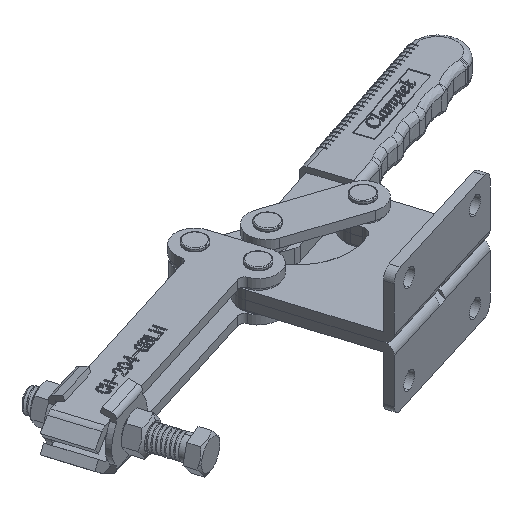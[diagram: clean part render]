
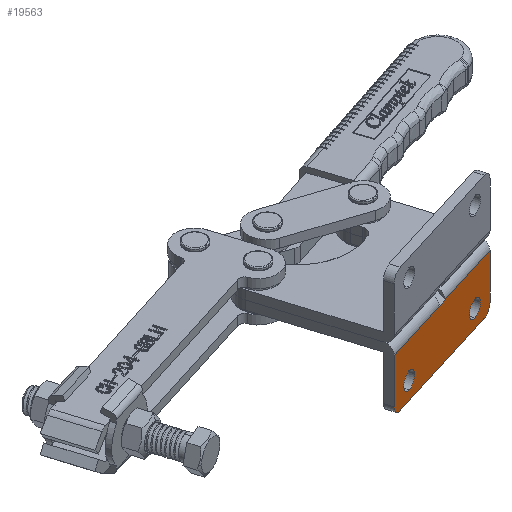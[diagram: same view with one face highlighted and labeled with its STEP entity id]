
A CAD part, isometric view. The second image highlights one B-rep face of the part: STEP entity #19563.
In plain terms, the highlighted face is planar.
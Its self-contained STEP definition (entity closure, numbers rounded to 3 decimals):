
#19275 = EDGE_CURVE ( 'NONE', #19408, #19387, #56305, .T. ) ;
#19277 = VERTEX_POINT ( 'NONE', #56282 ) ;
#19279 = VERTEX_POINT ( 'NONE', #56294 ) ;
#19302 = EDGE_CURVE ( 'NONE', #19389, #19391, #56337, .T. ) ;
#19307 = EDGE_CURVE ( 'NONE', #19279, #19277, #56368, .T. ) ;
#19320 = EDGE_CURVE ( 'NONE', #19387, #19408, #56406, .T. ) ;
#19366 = VERTEX_POINT ( 'NONE', #56663 ) ;
#19387 = VERTEX_POINT ( 'NONE', #56697 ) ;
#19389 = VERTEX_POINT ( 'NONE', #56756 ) ;
#19391 = VERTEX_POINT ( 'NONE', #56749 ) ;
#19408 = VERTEX_POINT ( 'NONE', #56765 ) ;
#19431 = EDGE_CURVE ( 'NONE', #19391, #19389, #56846, .T. ) ;
#19454 = EDGE_CURVE ( 'NONE', #19485, #19513, #56873, .T. ) ;
#19455 = EDGE_CURVE ( 'NONE', #19515, #19366, #56860, .T. ) ;
#19473 = VERTEX_POINT ( 'NONE', #56855 ) ;
#19482 = EDGE_CURVE ( 'NONE', #19366, #19279, #56888, .T. ) ;
#19485 = VERTEX_POINT ( 'NONE', #56942 ) ;
#19491 = ORIENTED_EDGE ( 'NONE', *, *, #19431, .T. ) ;
#19492 = ORIENTED_EDGE ( 'NONE', *, *, #19565, .T. ) ;
#19494 = EDGE_CURVE ( 'NONE', #19485, #19473, #56936, .T. ) ;
#19497 = ORIENTED_EDGE ( 'NONE', *, *, #19320, .T. ) ;
#19506 = ORIENTED_EDGE ( 'NONE', *, *, #19519, .T. ) ;
#19507 = VERTEX_POINT ( 'NONE', #56917 ) ;
#19509 = ORIENTED_EDGE ( 'NONE', *, *, #19494, .T. ) ;
#19512 = ORIENTED_EDGE ( 'NONE', *, *, #19275, .T. ) ;
#19513 = VERTEX_POINT ( 'NONE', #56911 ) ;
#19515 = VERTEX_POINT ( 'NONE', #56915 ) ;
#19519 = EDGE_CURVE ( 'NONE', #19507, #19513, #56948, .T. ) ;
#19520 = ORIENTED_EDGE ( 'NONE', *, *, #19454, .F. ) ;
#19521 = ORIENTED_EDGE ( 'NONE', *, *, #19307, .T. ) ;
#19527 = EDGE_LOOP ( 'NONE', ( #19509, #19529, #19564, #19544, #19521, #19492, #19506, #19520 ) ) ;
#19529 = ORIENTED_EDGE ( 'NONE', *, *, #19562, .F. ) ;
#19530 = ORIENTED_EDGE ( 'NONE', *, *, #19302, .T. ) ;
#19544 = ORIENTED_EDGE ( 'NONE', *, *, #19482, .T. ) ;
#19546 = EDGE_LOOP ( 'NONE', ( #19512, #19497 ) ) ;
#19554 = EDGE_LOOP ( 'NONE', ( #19491, #19530 ) ) ;
#19562 = EDGE_CURVE ( 'NONE', #19515, #19473, #57127, .T. ) ;
#19563 = ADVANCED_FACE ( 'NONE', ( #57133, #57132, #57130 ), #57122, .T. ) ;
#19564 = ORIENTED_EDGE ( 'NONE', *, *, #19455, .T. ) ;
#19565 = EDGE_CURVE ( 'NONE', #19277, #19507, #57117, .T. ) ;
#56282 = CARTESIAN_POINT ( 'NONE',  ( 78., 0., -35.5 ) ) ;
#56290 = DIRECTION ( 'NONE',  ( 0., 0., 1. ) ) ;
#56291 = DIRECTION ( 'NONE',  ( 0., 1., 0. ) ) ;
#56292 = CARTESIAN_POINT ( 'NONE',  ( 70., 0., -25.5 ) ) ;
#56294 = CARTESIAN_POINT ( 'NONE',  ( 5., 0., -35.5 ) ) ;
#56304 = AXIS2_PLACEMENT_3D ( 'NONE', #56292, #56291, #56290 ) ;
#56305 = CIRCLE ( 'NONE', #56304, 4.75 ) ;
#56324 = AXIS2_PLACEMENT_3D ( 'NONE', #56375, #56365, #56364 ) ;
#56337 = CIRCLE ( 'NONE', #56324, 4.75 ) ;
#56360 = DIRECTION ( 'NONE',  ( 1., 0., 0. ) ) ;
#56361 = VECTOR ( 'NONE', #56360, 1000. ) ;
#56362 = CARTESIAN_POINT ( 'NONE',  ( 78., 0., -35.5 ) ) ;
#56364 = DIRECTION ( 'NONE',  ( 0., 0., 1. ) ) ;
#56365 = DIRECTION ( 'NONE',  ( 0., 1., 0. ) ) ;
#56368 = LINE ( 'NONE', #56362, #56361 ) ;
#56375 = CARTESIAN_POINT ( 'NONE',  ( 13., 0., -25.5 ) ) ;
#56406 = CIRCLE ( 'NONE', #56409, 4.75 ) ;
#56409 = AXIS2_PLACEMENT_3D ( 'NONE', #56428, #56427, #56426 ) ;
#56426 = DIRECTION ( 'NONE',  ( 0., 0., 1. ) ) ;
#56427 = DIRECTION ( 'NONE',  ( 0., 1., 0. ) ) ;
#56428 = CARTESIAN_POINT ( 'NONE',  ( 70., 0., -25.5 ) ) ;
#56663 = CARTESIAN_POINT ( 'NONE',  ( 0., 0., -30.5 ) ) ;
#56697 = CARTESIAN_POINT ( 'NONE',  ( 70., 0., -30.25 ) ) ;
#56749 = CARTESIAN_POINT ( 'NONE',  ( 13., 0., -20.75 ) ) ;
#56756 = CARTESIAN_POINT ( 'NONE',  ( 13., 0., -30.25 ) ) ;
#56765 = CARTESIAN_POINT ( 'NONE',  ( 70., 0., -20.75 ) ) ;
#56831 = DIRECTION ( 'NONE',  ( 0., 0., 1. ) ) ;
#56832 = DIRECTION ( 'NONE',  ( 0., 1., 0. ) ) ;
#56833 = CARTESIAN_POINT ( 'NONE',  ( 13., 0., -25.5 ) ) ;
#56841 = AXIS2_PLACEMENT_3D ( 'NONE', #56833, #56832, #56831 ) ;
#56846 = CIRCLE ( 'NONE', #56841, 4.75 ) ;
#56855 = CARTESIAN_POINT ( 'NONE',  ( 39., 0., -5. ) ) ;
#56857 = DIRECTION ( 'NONE',  ( 0., 0., -1. ) ) ;
#56858 = VECTOR ( 'NONE', #56857, 1000. ) ;
#56859 = CARTESIAN_POINT ( 'NONE',  ( 0., 0., -5. ) ) ;
#56860 = LINE ( 'NONE', #56859, #56858 ) ;
#56861 = DIRECTION ( 'NONE',  ( 1., 0., 0. ) ) ;
#56862 = VECTOR ( 'NONE', #56861, 1000. ) ;
#56863 = CARTESIAN_POINT ( 'NONE',  ( 78., 0., -5. ) ) ;
#56873 = LINE ( 'NONE', #56863, #56862 ) ;
#56888 = CIRCLE ( 'NONE', #56941, 5. ) ;
#56911 = CARTESIAN_POINT ( 'NONE',  ( 83., 0., -5. ) ) ;
#56915 = CARTESIAN_POINT ( 'NONE',  ( 0., 0., -5. ) ) ;
#56917 = CARTESIAN_POINT ( 'NONE',  ( 83., 0., -30.5 ) ) ;
#56924 = DIRECTION ( 'NONE',  ( -1., 0., 0. ) ) ;
#56927 = VECTOR ( 'NONE', #56924, 1000. ) ;
#56935 = CARTESIAN_POINT ( 'NONE',  ( 39., 0., -5. ) ) ;
#56936 = LINE ( 'NONE', #56935, #56927 ) ;
#56938 = DIRECTION ( 'NONE',  ( 0., 0., 1. ) ) ;
#56939 = DIRECTION ( 'NONE',  ( 0., -1., 0. ) ) ;
#56940 = CARTESIAN_POINT ( 'NONE',  ( 5., 0., -30.5 ) ) ;
#56941 = AXIS2_PLACEMENT_3D ( 'NONE', #56940, #56939, #56938 ) ;
#56942 = CARTESIAN_POINT ( 'NONE',  ( 44., 0., -5. ) ) ;
#56944 = DIRECTION ( 'NONE',  ( 0., 0., 1. ) ) ;
#56945 = VECTOR ( 'NONE', #56944, 1000. ) ;
#56947 = CARTESIAN_POINT ( 'NONE',  ( 83., 0., -5. ) ) ;
#56948 = LINE ( 'NONE', #56947, #56945 ) ;
#57109 = DIRECTION ( 'NONE',  ( 0., 0., 1. ) ) ;
#57110 = DIRECTION ( 'NONE',  ( 0., -1., 0. ) ) ;
#57111 = AXIS2_PLACEMENT_3D ( 'NONE', #57123, #57110, #57109 ) ;
#57116 = DIRECTION ( 'NONE',  ( 0., 0., -1. ) ) ;
#57117 = CIRCLE ( 'NONE', #57111, 5. ) ;
#57122 = PLANE ( 'NONE',  #57128 ) ;
#57123 = CARTESIAN_POINT ( 'NONE',  ( 78., 0., -30.5 ) ) ;
#57124 = DIRECTION ( 'NONE',  ( 1., 0., 0. ) ) ;
#57125 = VECTOR ( 'NONE', #57124, 1000. ) ;
#57126 = CARTESIAN_POINT ( 'NONE',  ( 78., 0., -5. ) ) ;
#57127 = LINE ( 'NONE', #57126, #57125 ) ;
#57128 = AXIS2_PLACEMENT_3D ( 'NONE', #57131, #57129, #57116 ) ;
#57129 = DIRECTION ( 'NONE',  ( 0., -1., 0. ) ) ;
#57130 = FACE_BOUND ( 'NONE', #19546, .T. ) ;
#57131 = CARTESIAN_POINT ( 'NONE',  ( 78., 0., -30.5 ) ) ;
#57132 = FACE_OUTER_BOUND ( 'NONE', #19527, .T. ) ;
#57133 = FACE_BOUND ( 'NONE', #19554, .T. ) ;
